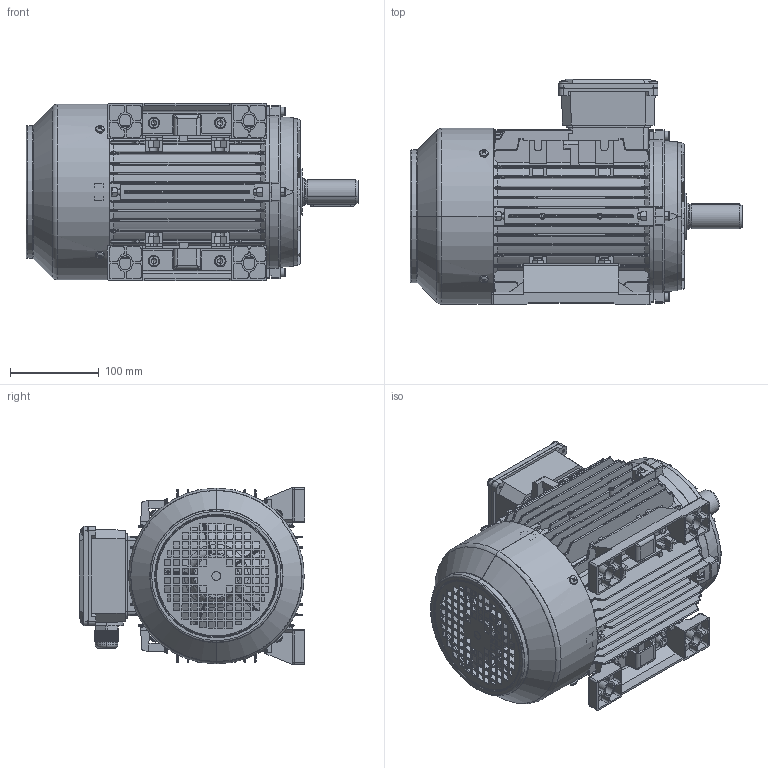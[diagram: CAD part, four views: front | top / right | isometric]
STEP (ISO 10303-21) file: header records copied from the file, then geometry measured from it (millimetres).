
FILE_DESCRIPTION (( 'STEP AP203' ), '1' );
FILE_NAME ('T100 B3(·½).STEP', '2017-06-21T05:59:38', ( 'Users' ), ( 'Microsoft' ), 'SwSTEP 2.0', 'SolidWorks 2008', '' );
FILE_SCHEMA (( 'CONFIG_CONTROL_DESIGN' ));
Length unit declared in the file: millimetre
Products named in the file (17): TA100后端盖_默认; Plain parallel keys_GB_CONNECTING_PIECE_KEYS_CSK 8X50; Hexagon socket head cap screws GB_GB_FASTENER_SCREWS_HSHCS M6X30-N; Hexagon nuts grade C GB_GB_FASTENER_NUT_SNC1 M6-N; Cross recessed thread forming screws GB_GB_CROSS_SCREWS_TYPE138 M5X12-N; T100 B3(源); T100机壳_默认; TA100风罩_默认; 100转轴_默认; y2风叶100#_默认; Hexagon socket head cap screws GB_GB_FASTENER_SCREWS_HSHCS M8X25-N; Hexagon nuts grade C GB_GB_FASTENER_NUT_SNC1 M8-N; T100底脚_默认; TA100前盖1_默认; MS132接线盒座_默认; MS132接线盒盖_默认; 80-100出线螺套_默认
Assembly tree (45 placements, depth 2):
  T100 B3(源)
    Hexagon socket head cap screws GB_GB_FASTENER_SCREWS_HSHCS M8X25-N  x4
    Hexagon socket head cap screws GB_GB_FASTENER_SCREWS_HSHCS M6X30-N  x8
    Hexagon nuts grade C GB_GB_FASTENER_NUT_SNC1 M6-N  x8
    Cross recessed thread forming screws GB_GB_CROSS_SCREWS_TYPE138 M5X12-N  x8
    100转轴_默认
    Hexagon nuts grade C GB_GB_FASTENER_NUT_SNC1 M8-N  x4
    MS132接线盒座_默认
    80-100出线螺套_默认  x2
    TA100后端盖_默认
    MS132接线盒盖_默认
    TA100风罩_默认
    T100底脚_默认  x2
    T100机壳_默认
    Plain parallel keys_GB_CONNECTING_PIECE_KEYS_CSK 8X50
    TA100前盖1_默认
    y2风叶100#_默认
Bounding box: 375 x 255 x 200 mm (x, y, z)
Volume: 1850150.5 mm3; surface area: 1097584.4 mm2
Topology: 45 solids, 45 shells, 5255 faces, 13949 edges, 8782 vertices
Faces by surface type: plane 2923, cylinder 1186, bspline 607, cone 364, torus 151, sphere 24
Entity records: 151593 total; most frequent: CARTESIAN_POINT 52578, ORIENTED_EDGE 21904, DIRECTION 17636, EDGE_CURVE 10952, VERTEX_POINT 6970, VECTOR 6080, LINE 6080, AXIS2_PLACEMENT_3D 5778
